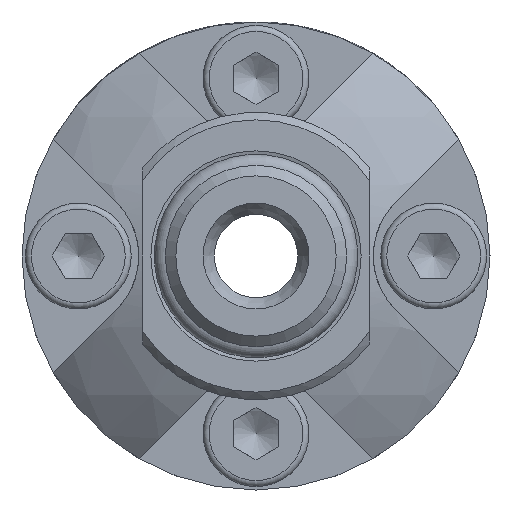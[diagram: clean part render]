
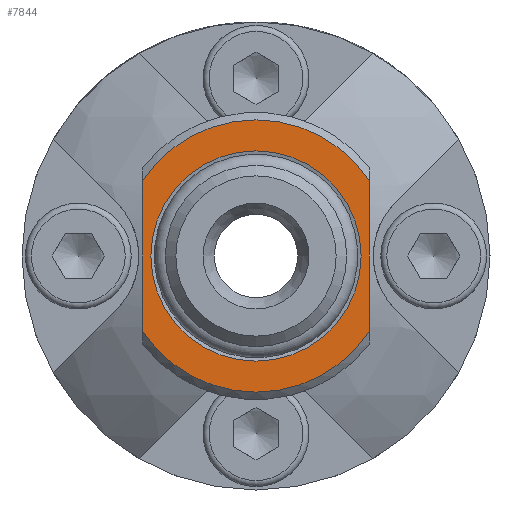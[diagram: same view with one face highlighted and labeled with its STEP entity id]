
A CAD part, left-side view. The second image highlights one B-rep face of the part: STEP entity #7844.
In plain terms, the highlighted planar face has unit normal (-1, 0, 0).
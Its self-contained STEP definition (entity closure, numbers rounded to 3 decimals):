
#552=FACE_BOUND('',#2266,.T.);
#618=PLANE('',#8343);
#833=LINE('',#11093,#1285);
#834=LINE('',#11097,#1286);
#1285=VECTOR('',#9172,9.95);
#1286=VECTOR('',#9175,9.95);
#1828=FACE_OUTER_BOUND('',#2265,.T.);
#2265=EDGE_LOOP('',(#5138,#5139,#5140,#5141));
#2266=EDGE_LOOP('',(#5142,#5143));
#2778=CIRCLE('',#8338,6.954);
#2779=CIRCLE('',#8339,6.954);
#2782=CIRCLE('',#8344,9.);
#2783=CIRCLE('',#8345,9.);
#3096=VERTEX_POINT('',#11080);
#3097=VERTEX_POINT('',#11082);
#3100=VERTEX_POINT('',#11091);
#3101=VERTEX_POINT('',#11092);
#3102=VERTEX_POINT('',#11094);
#3103=VERTEX_POINT('',#11096);
#3916=EDGE_CURVE('',#3097,#3096,#2778,.T.);
#3917=EDGE_CURVE('',#3096,#3097,#2779,.T.);
#3920=EDGE_CURVE('',#3100,#3101,#833,.T.);
#3921=EDGE_CURVE('',#3102,#3101,#2782,.T.);
#3922=EDGE_CURVE('',#3102,#3103,#834,.T.);
#3923=EDGE_CURVE('',#3100,#3103,#2783,.T.);
#5138=ORIENTED_EDGE('',*,*,#3920,.T.);
#5139=ORIENTED_EDGE('',*,*,#3921,.F.);
#5140=ORIENTED_EDGE('',*,*,#3922,.T.);
#5141=ORIENTED_EDGE('',*,*,#3923,.F.);
#5142=ORIENTED_EDGE('',*,*,#3916,.T.);
#5143=ORIENTED_EDGE('',*,*,#3917,.T.);
#7844=ADVANCED_FACE('',(#1828,#552),#618,.F.);
#8338=AXIS2_PLACEMENT_3D('',#11083,#9160,#9161);
#8339=AXIS2_PLACEMENT_3D('',#11084,#9162,#9163);
#8343=AXIS2_PLACEMENT_3D('',#11090,#9170,#9171);
#8344=AXIS2_PLACEMENT_3D('',#11095,#9173,#9174);
#8345=AXIS2_PLACEMENT_3D('',#11098,#9176,#9177);
#9160=DIRECTION('center_axis',(1.,0.,0.));
#9161=DIRECTION('ref_axis',(0.,0.,-1.));
#9162=DIRECTION('center_axis',(1.,0.,0.));
#9163=DIRECTION('ref_axis',(0.,0.,-1.));
#9170=DIRECTION('center_axis',(1.,0.,0.));
#9171=DIRECTION('ref_axis',(0.,0.,1.));
#9172=DIRECTION('',(0.,0.,-1.));
#9173=DIRECTION('center_axis',(1.,0.,0.));
#9174=DIRECTION('ref_axis',(0.,1.,0.));
#9175=DIRECTION('',(0.,0.,1.));
#9176=DIRECTION('center_axis',(1.,0.,0.));
#9177=DIRECTION('ref_axis',(0.,1.,0.));
#11080=CARTESIAN_POINT('',(-15.,0.,6.954));
#11082=CARTESIAN_POINT('',(-15.,0.,-6.954));
#11083=CARTESIAN_POINT('Origin',(-15.,0.,0.));
#11084=CARTESIAN_POINT('Origin',(-15.,0.,0.));
#11090=CARTESIAN_POINT('Origin',(-15.,0.,-8.227));
#11091=CARTESIAN_POINT('',(-15.,7.5,4.975));
#11092=CARTESIAN_POINT('',(-15.,7.5,-4.975));
#11093=CARTESIAN_POINT('',(-15.,7.5,4.975));
#11094=CARTESIAN_POINT('',(-15.,-7.5,-4.975));
#11095=CARTESIAN_POINT('Origin',(-15.,0.,0.));
#11096=CARTESIAN_POINT('',(-15.,-7.5,4.975));
#11097=CARTESIAN_POINT('',(-15.,-7.5,-4.975));
#11098=CARTESIAN_POINT('Origin',(-15.,0.,0.));
